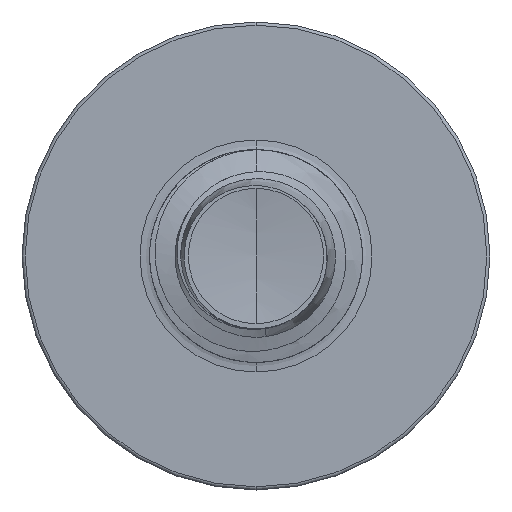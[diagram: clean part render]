
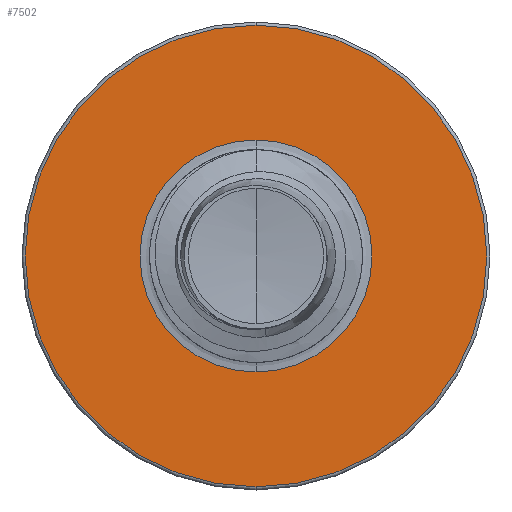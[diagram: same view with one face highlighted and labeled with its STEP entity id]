
A CAD part, front view. The second image highlights one B-rep face of the part: STEP entity #7502.
In plain terms, the highlighted planar face has unit normal (0, -1, 0).
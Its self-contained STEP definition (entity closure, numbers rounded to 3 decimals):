
#1524 = CIRCLE ( 'NONE', #16552, 1.363 ) ;
#1867 = CIRCLE ( 'NONE', #14296, 1.363 ) ;
#3433 = CIRCLE ( 'NONE', #15039, 2.713 ) ;
#3520 = CARTESIAN_POINT ( 'NONE',  ( 0., 8., -1.363 ) ) ;
#4830 = EDGE_CURVE ( 'NONE', #16848, #17575, #6046, .T. ) ;
#4963 = CARTESIAN_POINT ( 'NONE',  ( 0., 8., 1.363 ) ) ;
#5063 = FACE_OUTER_BOUND ( 'NONE', #12587, .T. ) ;
#5709 = FACE_BOUND ( 'NONE', #20078, .T. ) ;
#5734 = CARTESIAN_POINT ( 'NONE',  ( 0., 8., 2.713 ) ) ;
#6046 = CIRCLE ( 'NONE', #15998, 2.713 ) ;
#6221 = VERTEX_POINT ( 'NONE', #3520 ) ;
#6256 = DIRECTION ( 'NONE',  ( 0., 0., 1. ) ) ;
#6283 = DIRECTION ( 'NONE',  ( 0., 1., 0. ) ) ;
#6286 = CARTESIAN_POINT ( 'NONE',  ( 0., 8., 0. ) ) ;
#6701 = EDGE_CURVE ( 'NONE', #6221, #14322, #1524, .T. ) ;
#7502 = ADVANCED_FACE ( 'NONE', ( #5063, #5709 ), #14854, .F. ) ;
#8293 = ORIENTED_EDGE ( 'NONE', *, *, #11075, .T. ) ;
#9880 = CARTESIAN_POINT ( 'NONE',  ( 0., 8., 0. ) ) ;
#9908 = DIRECTION ( 'NONE',  ( 0., 1., 0. ) ) ;
#10389 = DIRECTION ( 'NONE',  ( 0., 0., 1. ) ) ;
#11075 = EDGE_CURVE ( 'NONE', #14322, #6221, #1867, .T. ) ;
#11240 = CARTESIAN_POINT ( 'NONE',  ( 0., 8., 0. ) ) ;
#11322 = ORIENTED_EDGE ( 'NONE', *, *, #6701, .T. ) ;
#12587 = EDGE_LOOP ( 'NONE', ( #12844, #15144 ) ) ;
#12844 = ORIENTED_EDGE ( 'NONE', *, *, #4830, .F. ) ;
#12864 = DIRECTION ( 'NONE',  ( 0., 0., 1. ) ) ;
#14296 = AXIS2_PLACEMENT_3D ( 'NONE', #9880, #9908, #10389 ) ;
#14322 = VERTEX_POINT ( 'NONE', #4963 ) ;
#14807 = DIRECTION ( 'NONE',  ( 0., 0., 1. ) ) ;
#14828 = DIRECTION ( 'NONE',  ( 0., 1., 0. ) ) ;
#14854 = PLANE ( 'NONE',  #15344 ) ;
#14857 = CARTESIAN_POINT ( 'NONE',  ( 0., 8., -1.363 ) ) ;
#15039 = AXIS2_PLACEMENT_3D ( 'NONE', #11240, #20883, #12864 ) ;
#15144 = ORIENTED_EDGE ( 'NONE', *, *, #18536, .F. ) ;
#15344 = AXIS2_PLACEMENT_3D ( 'NONE', #14857, #14828, #14807 ) ;
#15816 = CARTESIAN_POINT ( 'NONE',  ( 0., 8., -2.712 ) ) ;
#15998 = AXIS2_PLACEMENT_3D ( 'NONE', #6286, #6283, #6256 ) ;
#16459 = DIRECTION ( 'NONE',  ( 0., 0., 1. ) ) ;
#16464 = DIRECTION ( 'NONE',  ( 0., 1., 0. ) ) ;
#16484 = CARTESIAN_POINT ( 'NONE',  ( 0., 8., 0. ) ) ;
#16552 = AXIS2_PLACEMENT_3D ( 'NONE', #16484, #16464, #16459 ) ;
#16848 = VERTEX_POINT ( 'NONE', #5734 ) ;
#17575 = VERTEX_POINT ( 'NONE', #15816 ) ;
#18536 = EDGE_CURVE ( 'NONE', #17575, #16848, #3433, .T. ) ;
#20078 = EDGE_LOOP ( 'NONE', ( #8293, #11322 ) ) ;
#20883 = DIRECTION ( 'NONE',  ( 0., 1., 0. ) ) ;
